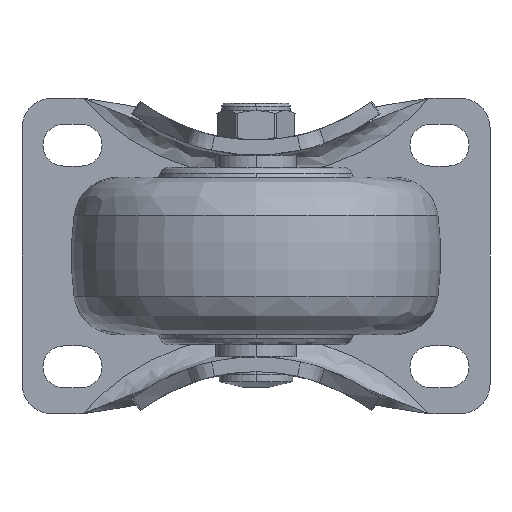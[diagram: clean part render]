
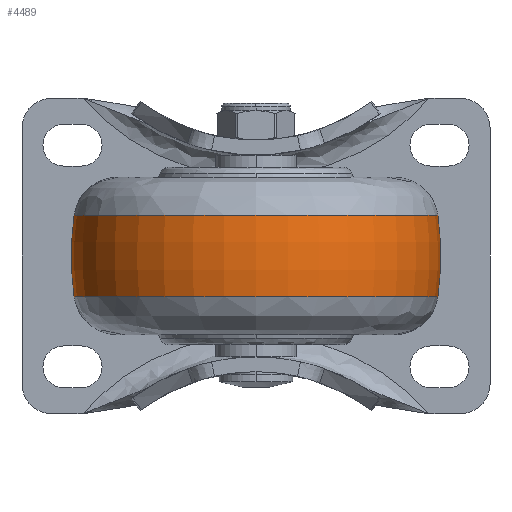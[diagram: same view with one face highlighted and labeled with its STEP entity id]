
A CAD part, front view. The second image highlights one B-rep face of the part: STEP entity #4489.
In plain terms, the highlighted toroidal (fillet/blend) face has major radius 22.5 mm and minor radius 60 mm.
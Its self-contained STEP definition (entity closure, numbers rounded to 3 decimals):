
#42 = DIRECTION ( 'NONE',  ( 0., 0., -1. ) ) ;
#1717 = EDGE_CURVE ( 'NONE', #7819, #2622, #6755, .T. ) ;
#2326 = FACE_OUTER_BOUND ( 'NONE', #5867, .T. ) ;
#2491 = DIRECTION ( 'NONE',  ( 0., -0.998, 0.063 ) ) ;
#2622 = VERTEX_POINT ( 'NONE', #8353 ) ;
#3148 = CARTESIAN_POINT ( 'NONE',  ( 0., 22.5, 0. ) ) ;
#3382 = CARTESIAN_POINT ( 'NONE',  ( -8.235, -36.932, 0. ) ) ;
#3928 = EDGE_CURVE ( 'NONE', #2622, #13325, #7453, .T. ) ;
#4150 = EDGE_CURVE ( 'NONE', #11905, #7819, #4636, .T. ) ;
#4489 = ADVANCED_FACE ( 'NONE', ( #2326 ), #11852, .T. ) ;
#4636 = CIRCLE ( 'NONE', #11929, 36.932 ) ;
#4665 = EDGE_CURVE ( 'NONE', #11905, #13325, #10182, .T. ) ;
#4916 = ORIENTED_EDGE ( 'NONE', *, *, #1717, .T. ) ;
#5210 = DIRECTION ( 'NONE',  ( 1., 0., 0. ) ) ;
#5230 = DIRECTION ( 'NONE',  ( -1., 0., 0. ) ) ;
#5867 = EDGE_LOOP ( 'NONE', ( #7935, #12545, #4916, #11078 ) ) ;
#6556 = DIRECTION ( 'NONE',  ( 1., 0., 0. ) ) ;
#6755 = CIRCLE ( 'NONE', #9877, 60. ) ;
#7297 = AXIS2_PLACEMENT_3D ( 'NONE', #8781, #10940, #2491 ) ;
#7453 = CIRCLE ( 'NONE', #7297, 36.932 ) ;
#7725 = AXIS2_PLACEMENT_3D ( 'NONE', #3148, #9398, #10485 ) ;
#7819 = VERTEX_POINT ( 'NONE', #8311 ) ;
#7935 = ORIENTED_EDGE ( 'NONE', *, *, #4665, .F. ) ;
#8138 = CARTESIAN_POINT ( 'NONE',  ( -8.235, 0., 0. ) ) ;
#8311 = CARTESIAN_POINT ( 'NONE',  ( -8.235, 36.932, 0. ) ) ;
#8353 = CARTESIAN_POINT ( 'NONE',  ( 8.235, 36.932, 0. ) ) ;
#8384 = CARTESIAN_POINT ( 'NONE',  ( 0., -22.5, 0. ) ) ;
#8781 = CARTESIAN_POINT ( 'NONE',  ( 8.235, 0., 0. ) ) ;
#9398 = DIRECTION ( 'NONE',  ( 0., 0., 1. ) ) ;
#9877 = AXIS2_PLACEMENT_3D ( 'NONE', #8384, #42, #5230 ) ;
#10182 = CIRCLE ( 'NONE', #7725, 60. ) ;
#10485 = DIRECTION ( 'NONE',  ( 0., -1., 0. ) ) ;
#10505 = AXIS2_PLACEMENT_3D ( 'NONE', #11843, #6556, #10685 ) ;
#10685 = DIRECTION ( 'NONE',  ( 0., 1., 0. ) ) ;
#10940 = DIRECTION ( 'NONE',  ( -1., 0., 0. ) ) ;
#11078 = ORIENTED_EDGE ( 'NONE', *, *, #3928, .T. ) ;
#11843 = CARTESIAN_POINT ( 'NONE',  ( 0., 0., 0. ) ) ;
#11852 = TOROIDAL_SURFACE ( 'NONE', #10505, -22.5, 60. ) ;
#11905 = VERTEX_POINT ( 'NONE', #3382 ) ;
#11929 = AXIS2_PLACEMENT_3D ( 'NONE', #8138, #5210, #12394 ) ;
#12394 = DIRECTION ( 'NONE',  ( 0., -0.998, 0.063 ) ) ;
#12545 = ORIENTED_EDGE ( 'NONE', *, *, #4150, .T. ) ;
#12916 = CARTESIAN_POINT ( 'NONE',  ( 8.235, -36.932, 0. ) ) ;
#13325 = VERTEX_POINT ( 'NONE', #12916 ) ;
